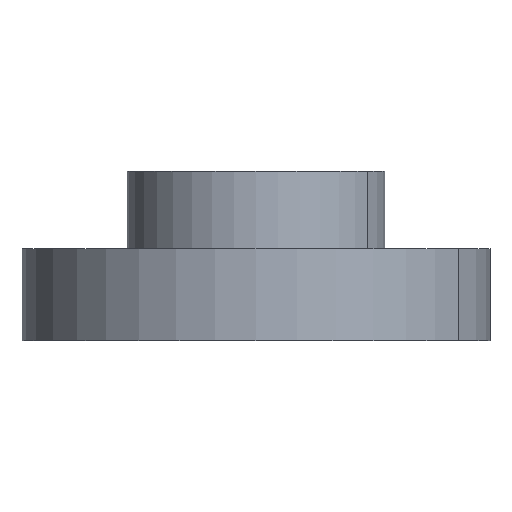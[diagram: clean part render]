
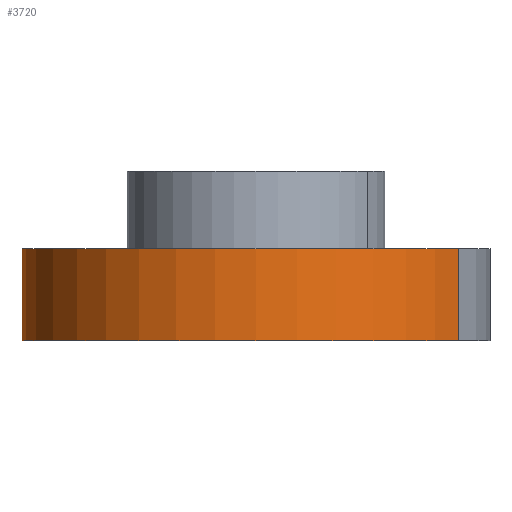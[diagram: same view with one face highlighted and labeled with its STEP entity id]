
A CAD part, left-side view. The second image highlights one B-rep face of the part: STEP entity #3720.
In plain terms, the highlighted cylindrical face has radius 12.7 mm (diameter 25.4 mm), a partial arc.
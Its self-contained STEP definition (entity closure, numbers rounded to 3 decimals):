
#70 = DIRECTION ( 'NONE',  ( 0., 0., 1. ) ) ;
#82 = FACE_OUTER_BOUND ( 'NONE', #10228, .T. ) ;
#113 = CARTESIAN_POINT ( 'NONE',  ( 5.211, 11.582, -1.083 ) ) ;
#135 = VERTEX_POINT ( 'NONE', #1952 ) ;
#259 = VERTEX_POINT ( 'NONE', #7983 ) ;
#542 = AXIS2_PLACEMENT_3D ( 'NONE', #10108, #1321, #13524 ) ;
#746 = CIRCLE ( 'NONE', #3794, 12.7 ) ;
#1050 = CARTESIAN_POINT ( 'NONE',  ( 5.96, 11.216, 1.594 ) ) ;
#1110 = DIRECTION ( 'NONE',  ( 0., 0., -1. ) ) ;
#1174 = DIRECTION ( 'NONE',  ( 0., 0., 1. ) ) ;
#1199 = CARTESIAN_POINT ( 'NONE',  ( 5.023, 11.665, 0.827 ) ) ;
#1321 = DIRECTION ( 'NONE',  ( 0., 0., -1. ) ) ;
#1776 = CARTESIAN_POINT ( 'NONE',  ( 6.35, 10.998, 2.5 ) ) ;
#1952 = CARTESIAN_POINT ( 'NONE',  ( 6.35, 10.998, -1.637 ) ) ;
#2368 = CARTESIAN_POINT ( 'NONE',  ( 6.35, 10.998, -1.637 ) ) ;
#2370 = ORIENTED_EDGE ( 'NONE', *, *, #13628, .F. ) ;
#2593 = CARTESIAN_POINT ( 'NONE',  ( 6.349, 10.999, 1.637 ) ) ;
#2741 = ORIENTED_EDGE ( 'NONE', *, *, #10350, .T. ) ;
#3006 = LINE ( 'NONE', #9344, #3843 ) ;
#3466 = CARTESIAN_POINT ( 'NONE',  ( 6.157, 11.11, 1.637 ) ) ;
#3656 = ORIENTED_EDGE ( 'NONE', *, *, #9956, .T. ) ;
#3720 = ADVANCED_FACE ( 'NONE', ( #82 ), #5764, .T. ) ;
#3794 = AXIS2_PLACEMENT_3D ( 'NONE', #4451, #70, #11029 ) ;
#3833 = DIRECTION ( 'NONE',  ( 0., 0., -1. ) ) ;
#3843 = VECTOR ( 'NONE', #3833, 1000. ) ;
#3994 = CARTESIAN_POINT ( 'NONE',  ( 6.35, 10.998, 2.5 ) ) ;
#4047 = EDGE_CURVE ( 'NONE', #135, #10970, #5485, .T. ) ;
#4451 = CARTESIAN_POINT ( 'NONE',  ( 0., 0., 2.5 ) ) ;
#4492 = CARTESIAN_POINT ( 'NONE',  ( 5.145, 11.611, -0.999 ) ) ;
#4564 = CARTESIAN_POINT ( 'NONE',  ( 5.426, 11.484, -1.309 ) ) ;
#4641 = CARTESIAN_POINT ( 'NONE',  ( 4.864, 11.732, -0.428 ) ) ;
#4841 = AXIS2_PLACEMENT_3D ( 'NONE', #11115, #1174, #7864 ) ;
#5485 = LINE ( 'NONE', #3994, #10294 ) ;
#5640 = CARTESIAN_POINT ( 'NONE',  ( -6.35, -10.999, -2.5 ) ) ;
#5716 = CARTESIAN_POINT ( 'NONE',  ( 5.136, 11.616, 1.004 ) ) ;
#5752 = VERTEX_POINT ( 'NONE', #1776 ) ;
#5764 = CYLINDRICAL_SURFACE ( 'NONE', #542, 12.7 ) ;
#6651 = CARTESIAN_POINT ( 'NONE',  ( 5.597, 11.402, -1.431 ) ) ;
#6895 = ORIENTED_EDGE ( 'NONE', *, *, #4047, .T. ) ;
#6921 = VECTOR ( 'NONE', #8374, 1000. ) ;
#6998 = VERTEX_POINT ( 'NONE', #2593 ) ;
#7350 = EDGE_CURVE ( 'NONE', #10970, #9246, #11068, .T. ) ;
#7667 = CARTESIAN_POINT ( 'NONE',  ( 6.349, 10.999, 1.637 ) ) ;
#7812 = CARTESIAN_POINT ( 'NONE',  ( 5.686, 11.356, 1.471 ) ) ;
#7864 = DIRECTION ( 'NONE',  ( 0.5, 0.866, 0. ) ) ;
#7888 = CARTESIAN_POINT ( 'NONE',  ( 6.158, 11.109, -1.637 ) ) ;
#7966 = CARTESIAN_POINT ( 'NONE',  ( 4.823, 11.749, 0.216 ) ) ;
#7983 = CARTESIAN_POINT ( 'NONE',  ( -6.35, -10.999, 2.5 ) ) ;
#8374 = DIRECTION ( 'NONE',  ( 0., 0., -1. ) ) ;
#8836 = CARTESIAN_POINT ( 'NONE',  ( 5.354, 11.516, 1.234 ) ) ;
#8987 = CARTESIAN_POINT ( 'NONE',  ( 5.962, 11.216, -1.594 ) ) ;
#9246 = VERTEX_POINT ( 'NONE', #5640 ) ;
#9344 = CARTESIAN_POINT ( 'NONE',  ( -6.35, -10.999, 2.5 ) ) ;
#9915 = CARTESIAN_POINT ( 'NONE',  ( 5.599, 11.4, 1.421 ) ) ;
#9956 = EDGE_CURVE ( 'NONE', #5752, #6998, #13886, .T. ) ;
#10065 = CARTESIAN_POINT ( 'NONE',  ( 4.823, 11.749, -0.218 ) ) ;
#10103 = ORIENTED_EDGE ( 'NONE', *, *, #11485, .F. ) ;
#10108 = CARTESIAN_POINT ( 'NONE',  ( 0., 0., 2.5 ) ) ;
#10228 = EDGE_LOOP ( 'NONE', ( #2370, #3656, #2741, #6895, #13095, #10103 ) ) ;
#10294 = VECTOR ( 'NONE', #1110, 1000. ) ;
#10350 = EDGE_CURVE ( 'NONE', #6998, #135, #12495, .T. ) ;
#10970 = VERTEX_POINT ( 'NONE', #11445 ) ;
#11029 = DIRECTION ( 'NONE',  ( 0.5, 0.866, 0. ) ) ;
#11068 = CIRCLE ( 'NONE', #4841, 12.7 ) ;
#11115 = CARTESIAN_POINT ( 'NONE',  ( 0., 0., -2.5 ) ) ;
#11445 = CARTESIAN_POINT ( 'NONE',  ( 6.35, 10.998, -2.5 ) ) ;
#11485 = EDGE_CURVE ( 'NONE', #259, #9246, #3006, .T. ) ;
#11836 = CARTESIAN_POINT ( 'NONE',  ( 6.35, 10.998, 2.5 ) ) ;
#12228 = CARTESIAN_POINT ( 'NONE',  ( 4.863, 11.732, 0.426 ) ) ;
#12380 = CARTESIAN_POINT ( 'NONE',  ( 4.984, 11.681, -0.728 ) ) ;
#12495 = B_SPLINE_CURVE_WITH_KNOTS ( 'NONE', 3,
 ( #7667, #3466, #1050, #7812, #9915, #13404, #8836, #5716, #1199, #12228, #7966, #10065, #4641, #12380, #13327, #4492, #113, #4564, #6651, #8987, #7888, #2368 ),
 .UNSPECIFIED., .F., .F.,
 ( 4, 2, 2, 2, 2, 2, 2, 2, 2, 2, 4 ),
 ( 0., 0.125, 0.188, 0.25, 0.375, 0.5, 0.625, 0.687, 0.75, 0.875, 1. ),
 .UNSPECIFIED. ) ;
#13095 = ORIENTED_EDGE ( 'NONE', *, *, #7350, .T. ) ;
#13327 = CARTESIAN_POINT ( 'NONE',  ( 5.032, 11.661, -0.822 ) ) ;
#13404 = CARTESIAN_POINT ( 'NONE',  ( 5.431, 11.48, 1.301 ) ) ;
#13524 = DIRECTION ( 'NONE',  ( -0.5, -0.866, 0. ) ) ;
#13628 = EDGE_CURVE ( 'NONE', #5752, #259, #746, .T. ) ;
#13886 = LINE ( 'NONE', #11836, #6921 ) ;
